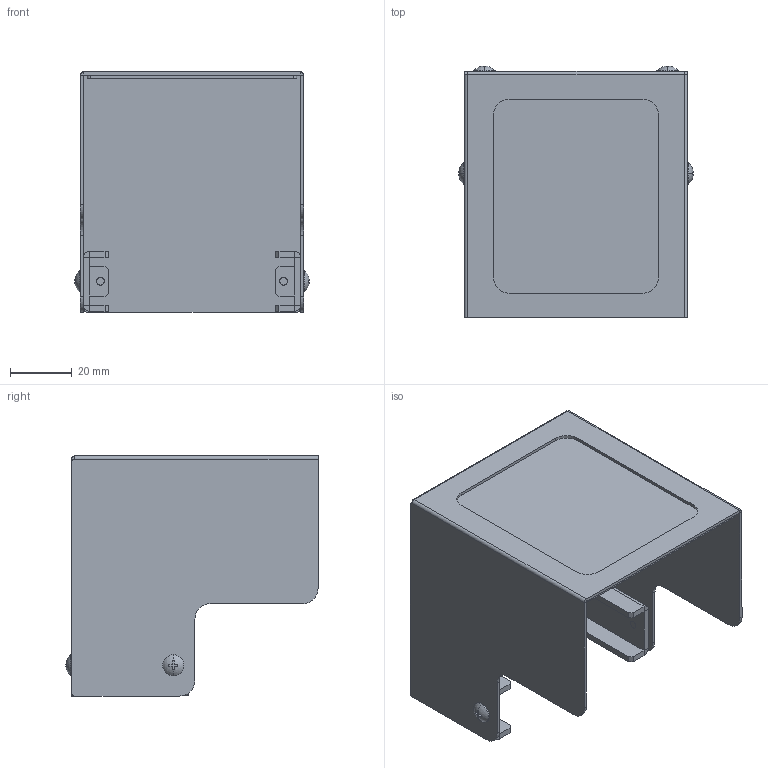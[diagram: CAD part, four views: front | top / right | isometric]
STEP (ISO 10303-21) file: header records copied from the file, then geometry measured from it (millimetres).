
FILE_DESCRIPTION (( 'STEP AP203' ), '1' );
FILE_NAME ('SUC-816-STP.STEP', '2022-04-17T23:10:57', ( '' ), ( '' ), 'SwSTEP 2.0', 'SolidWorks 2011', '' );
FILE_SCHEMA (( 'CONFIG_CONTROL_DESIGN' ));
Length unit declared in the file: millimetre
Products named in the file (1): SUC-816-STP
Bounding box: 76.26 x 81.88 x 78 mm (x, y, z)
Volume: 27600.9 mm3; surface area: 52793.3 mm2
Topology: 8 solids, 8 shells, 235 faces, 577 edges, 362 vertices
Faces by surface type: plane 158, cylinder 61, cone 8, sphere 8
Entity records: 6980 total; most frequent: DIRECTION 1243, CARTESIAN_POINT 1175, ORIENTED_EDGE 1154, EDGE_CURVE 577, AXIS2_PLACEMENT_3D 430, LINE 383, VECTOR 383, VERTEX_POINT 362
